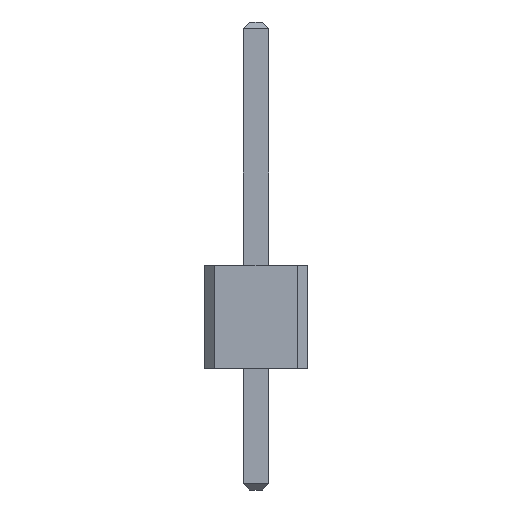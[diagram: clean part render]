
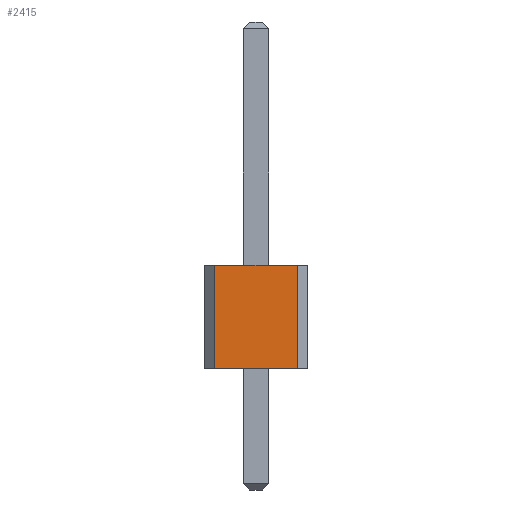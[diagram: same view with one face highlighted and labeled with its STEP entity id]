
A CAD part, front view. The second image highlights one B-rep face of the part: STEP entity #2415.
In plain terms, the highlighted planar face has unit normal (0, -1, 0).
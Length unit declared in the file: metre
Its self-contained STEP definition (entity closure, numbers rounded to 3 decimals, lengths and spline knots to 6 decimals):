
#428=ORIENTED_EDGE('',*,*,#920,.T.);
#429=ORIENTED_EDGE('',*,*,#919,.T.);
#430=ORIENTED_EDGE('',*,*,#921,.F.);
#431=ORIENTED_EDGE('',*,*,#922,.F.);
#919=EDGE_CURVE('',#1162,#1165,#1449,.T.);
#920=EDGE_CURVE('',#1166,#1162,#1450,.T.);
#921=EDGE_CURVE('',#1167,#1165,#1451,.T.);
#922=EDGE_CURVE('',#1166,#1167,#1452,.T.);
#1162=VERTEX_POINT('',#3879);
#1165=VERTEX_POINT('',#3884);
#1166=VERTEX_POINT('',#3888);
#1167=VERTEX_POINT('',#3890);
#1449=LINE('',#3885,#1775);
#1450=LINE('',#3887,#1776);
#1451=LINE('',#3889,#1777);
#1452=LINE('',#3891,#1778);
#1775=VECTOR('',#3257,1.);
#1776=VECTOR('',#3260,1.);
#1777=VECTOR('',#3261,1.);
#1778=VECTOR('',#3262,1.);
#1989=EDGE_LOOP('',(#428,#429,#430,#431));
#2135=FACE_BOUND('',#1989,.T.);
#2281=PLANE('',#2827);
#2415=ADVANCED_FACE('',(#2135),#2281,.F.);
#2827=AXIS2_PLACEMENT_3D('',#3886,#3258,#3259);
#3257=DIRECTION('',(0.,0.,1.));
#3258=DIRECTION('',(0.,1.,0.));
#3259=DIRECTION('',(1.,0.,0.));
#3260=DIRECTION('',(1.,0.,0.));
#3261=DIRECTION('',(1.,0.,0.));
#3262=DIRECTION('',(0.,0.,1.));
#3879=CARTESIAN_POINT('',(0.001016,-0.01397,0.));
#3884=CARTESIAN_POINT('',(0.001016,-0.01397,0.00254));
#3885=CARTESIAN_POINT('',(0.001016,-0.01397,0.));
#3886=CARTESIAN_POINT('',(-0.001016,-0.01397,0.));
#3887=CARTESIAN_POINT('',(-0.001016,-0.01397,0.));
#3888=CARTESIAN_POINT('',(-0.001016,-0.01397,0.));
#3889=CARTESIAN_POINT('',(-0.001016,-0.01397,0.00254));
#3890=CARTESIAN_POINT('',(-0.001016,-0.01397,0.00254));
#3891=CARTESIAN_POINT('',(-0.001016,-0.01397,0.));
